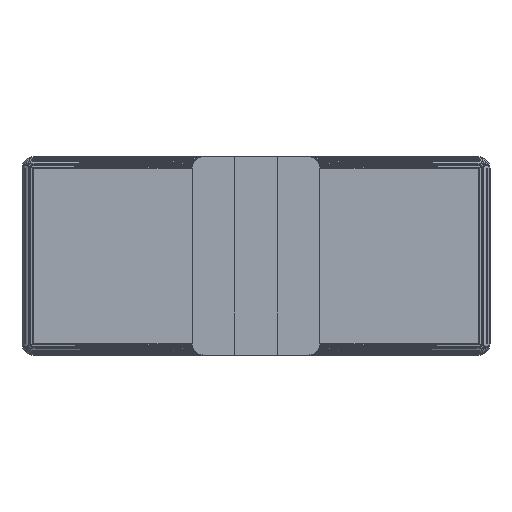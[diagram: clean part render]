
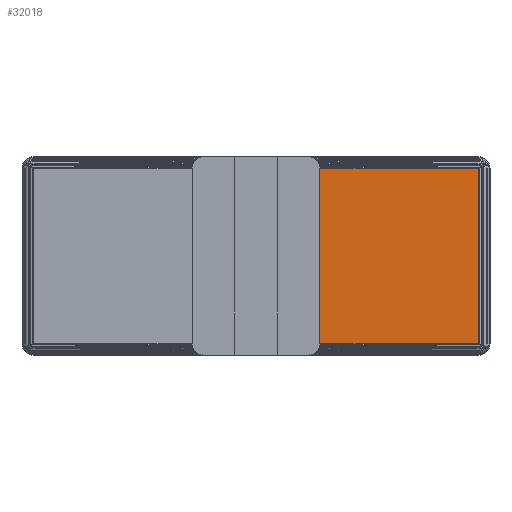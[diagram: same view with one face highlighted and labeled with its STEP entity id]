
A CAD part, top view. The second image highlights one B-rep face of the part: STEP entity #32018.
In plain terms, the highlighted planar face has unit normal (0, 0, 1).
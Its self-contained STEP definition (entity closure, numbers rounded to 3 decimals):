
#2710 = VERTEX_POINT('',#2711);
#2711 = CARTESIAN_POINT('',(7.85,-26.6,
    0.799));
#3405 = VERTEX_POINT('',#3406);
#3406 = CARTESIAN_POINT('',(2.25,-26.6,0.799));
#9464 = VERTEX_POINT('',#9465);
#9465 = CARTESIAN_POINT('',(2.25,-20.4,0.799));
#10750 = VERTEX_POINT('',#10751);
#10751 = CARTESIAN_POINT('',(7.85,-20.4,
    0.799));
#31826 = EDGE_CURVE('',#3405,#9464,#31827,.T.);
#31827 = LINE('',#31828,#31829);
#31828 = CARTESIAN_POINT('',(2.25,-26.6,0.799));
#31829 = VECTOR('',#31830,1.);
#31830 = DIRECTION('',(0.,1.,0.));
#31965 = EDGE_CURVE('',#9464,#10750,#31966,.T.);
#31966 = LINE('',#31967,#31968);
#31967 = CARTESIAN_POINT('',(2.25,-20.4,0.799));
#31968 = VECTOR('',#31969,1.);
#31969 = DIRECTION('',(1.,0.,0.));
#32018 = ADVANCED_FACE('',(#32019),#32035,.T.);
#32019 = FACE_BOUND('',#32020,.T.);
#32020 = EDGE_LOOP('',(#32021,#32022,#32023,#32029));
#32021 = ORIENTED_EDGE('',*,*,#31965,.F.);
#32022 = ORIENTED_EDGE('',*,*,#31826,.F.);
#32023 = ORIENTED_EDGE('',*,*,#32024,.T.);
#32024 = EDGE_CURVE('',#3405,#2710,#32025,.T.);
#32025 = LINE('',#32026,#32027);
#32026 = CARTESIAN_POINT('',(2.25,-26.6,0.799));
#32027 = VECTOR('',#32028,1.);
#32028 = DIRECTION('',(1.,0.,0.));
#32029 = ORIENTED_EDGE('',*,*,#32030,.F.);
#32030 = EDGE_CURVE('',#10750,#2710,#32031,.T.);
#32031 = LINE('',#32032,#32033);
#32032 = CARTESIAN_POINT('',(7.85,-20.4,
    0.799));
#32033 = VECTOR('',#32034,1.);
#32034 = DIRECTION('',(0.,-1.,0.));
#32035 = PLANE('',#32036);
#32036 = AXIS2_PLACEMENT_3D('',#32037,#32038,#32039);
#32037 = CARTESIAN_POINT('',(5.05,-23.5,0.799));
#32038 = DIRECTION('',(0.,0.,1.));
#32039 = DIRECTION('',(1.,0.,-0.));
